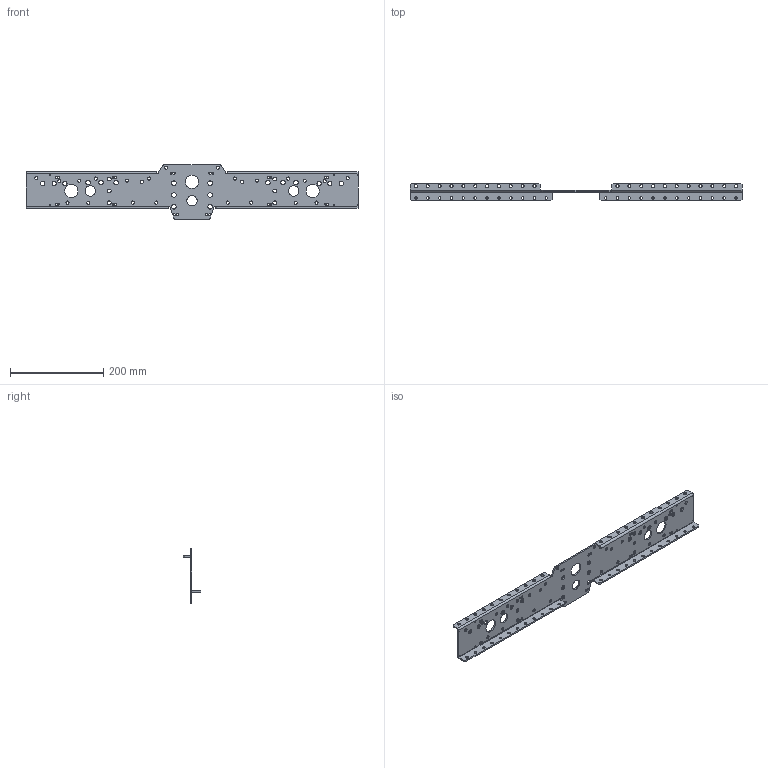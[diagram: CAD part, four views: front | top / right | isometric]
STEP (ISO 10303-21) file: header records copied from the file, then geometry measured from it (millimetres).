
FILE_DESCRIPTION(/* description */ (''),/* implementation_level */ '2;1');
FILE_NAME(/* name */ 'AM14U3 Inside Sheet Square.ipt.stp',/* time_stamp */ '2016-01-07T16:38:33-08:00',/* author */ ('PhillipD'),/* organization */ (''),/* preprocessor_version */ 'ST-DEVELOPER v16.1',/* originating_system */ 'Autodesk Inventor 2016',/* authorisation */ '');
FILE_SCHEMA (('AUTOMOTIVE_DESIGN { 1 0 10303 214 3 1 1 }'));
Length unit declared in the file: inch
Products named in the file (1): AM14U3 Inside Sheet Square
Bounding box: 711.2 x 38.1 x 116.33 mm (x, y, z)
Volume: 226041.6 mm3; surface area: 157265.5 mm2
Topology: 1 solids, 1 shells, 190 faces, 556 edges, 368 vertices
Faces by surface type: cylinder 148, plane 42
Full cylindrical faces by diameter (mm): 2.54 x4, 3.572 x8, 4.064 x4, 5.08 x4, 5.105 x8, 5.334 x24, 6.706 x44, 6.807 x2, 8.128 x6, 9.525 x6, 9.652 x12, 22.225 x3, 28.575 x3
Entity records: 6554 total; most frequent: DIRECTION 1106, CARTESIAN_POINT 987, ORIENTED_EDGE 856, EDGE_LOOP 574, AXIS2_PLACEMENT_3D 487, EDGE_CURVE 428, FACE_BOUND 384, VERTEX_POINT 368
